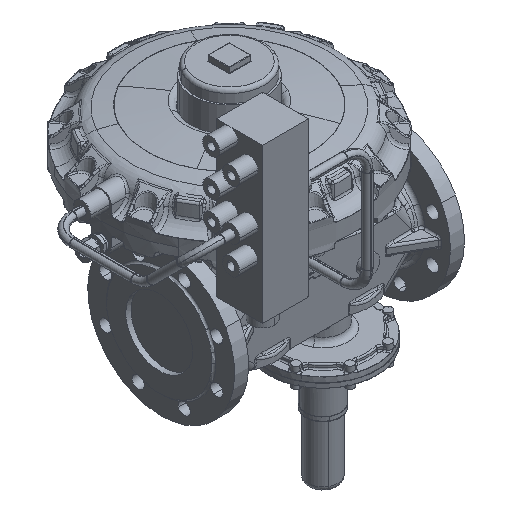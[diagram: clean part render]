
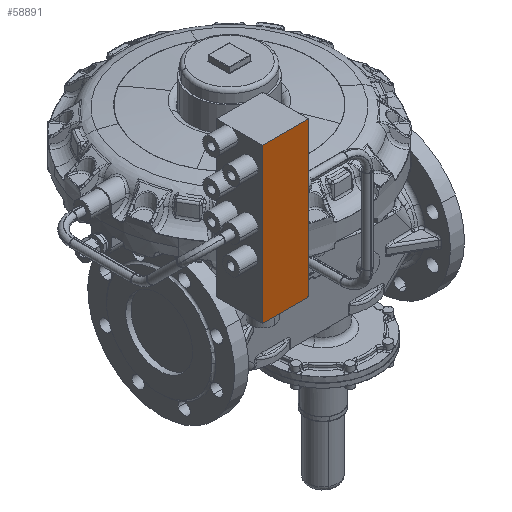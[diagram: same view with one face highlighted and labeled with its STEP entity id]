
A CAD part, isometric view. The second image highlights one B-rep face of the part: STEP entity #58891.
In plain terms, the highlighted planar face has unit normal (0, -1, 0).
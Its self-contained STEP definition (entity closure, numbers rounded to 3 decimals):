
#58871=AXIS2_PLACEMENT_3D('Plane Axis2P3D',#58868,#58869,#58870) ;
#58744=CARTESIAN_POINT('Vertex',(-122.8,-241.252,406.296)) ;
#58747=CARTESIAN_POINT('Line Origine',(-122.8,-241.252,290.796)) ;
#58751=CARTESIAN_POINT('Vertex',(-122.8,-241.252,175.296)) ;
#58826=CARTESIAN_POINT('Line Origine',(-157.3,-241.252,406.296)) ;
#58830=CARTESIAN_POINT('Vertex',(-191.8,-241.252,406.296)) ;
#58868=CARTESIAN_POINT('Axis2P3D Location',(-122.8,-241.252,175.296)) ;
#58873=CARTESIAN_POINT('Line Origine',(-191.8,-241.252,290.796)) ;
#58877=CARTESIAN_POINT('Vertex',(-191.8,-241.252,175.296)) ;
#58880=CARTESIAN_POINT('Line Origine',(-157.3,-241.252,175.296)) ;
#58748=DIRECTION('Vector Direction',(0.,0.,1.)) ;
#58827=DIRECTION('Vector Direction',(-1.,0.,0.)) ;
#58869=DIRECTION('Axis2P3D Direction',(0.,1.,0.)) ;
#58870=DIRECTION('Axis2P3D XDirection',(-1.,0.,0.)) ;
#58874=DIRECTION('Vector Direction',(0.,0.,1.)) ;
#58881=DIRECTION('Vector Direction',(-1.,0.,0.)) ;
#58749=VECTOR('Line Direction',#58748,1.) ;
#58828=VECTOR('Line Direction',#58827,1.) ;
#58875=VECTOR('Line Direction',#58874,1.) ;
#58882=VECTOR('Line Direction',#58881,1.) ;
#58886=ORIENTED_EDGE('',*,*,#58832,.T.) ;
#58887=ORIENTED_EDGE('',*,*,#58879,.F.) ;
#58888=ORIENTED_EDGE('',*,*,#58884,.F.) ;
#58889=ORIENTED_EDGE('',*,*,#58753,.T.) ;
#58891=ADVANCED_FACE('Hauptk\X2\00F6\X0\rper',(#58890),#58872,.F.) ;
#58753=EDGE_CURVE('',#58752,#58745,#58750,.T.) ;
#58832=EDGE_CURVE('',#58745,#58831,#58829,.T.) ;
#58879=EDGE_CURVE('',#58878,#58831,#58876,.T.) ;
#58884=EDGE_CURVE('',#58752,#58878,#58883,.T.) ;
#58885=EDGE_LOOP('',(#58886,#58887,#58888,#58889)) ;
#58890=FACE_OUTER_BOUND('',#58885,.T.) ;
#58750=LINE('Line',#58747,#58749) ;
#58829=LINE('Line',#58826,#58828) ;
#58876=LINE('Line',#58873,#58875) ;
#58883=LINE('Line',#58880,#58882) ;
#58872=PLANE('Plane',#58871) ;
#58745=VERTEX_POINT('',#58744) ;
#58752=VERTEX_POINT('',#58751) ;
#58831=VERTEX_POINT('',#58830) ;
#58878=VERTEX_POINT('',#58877) ;
